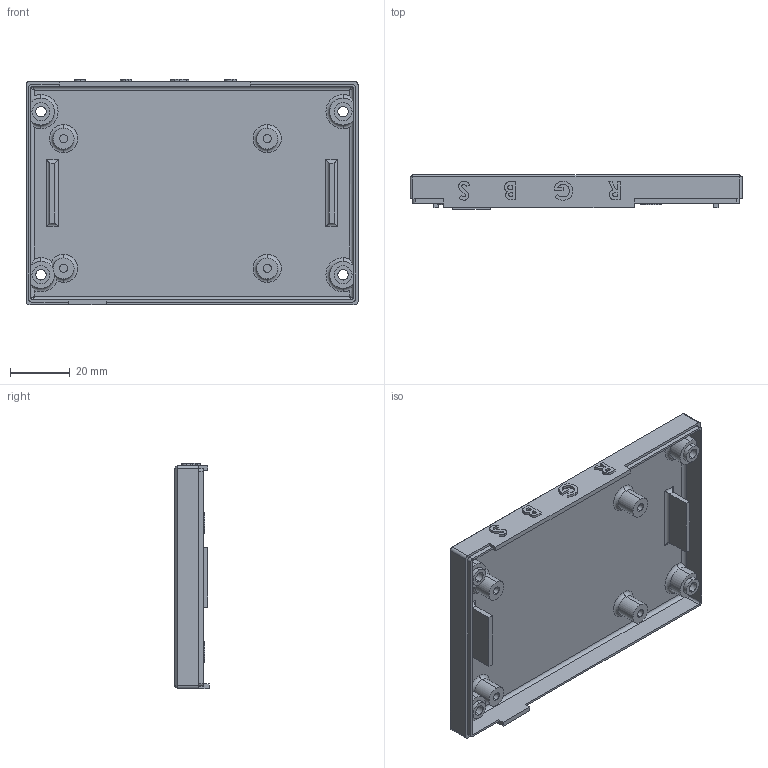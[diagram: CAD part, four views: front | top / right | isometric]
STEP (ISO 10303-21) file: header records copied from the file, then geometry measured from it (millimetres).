
FILE_DESCRIPTION (( 'STEP AP214' ), '1' );
FILE_NAME ('Shell_Bottom_rev3.STEP', '2025-02-08T14:28:46', ( '' ), ( '' ), 'SwSTEP 2.0', 'SolidWorks 2020', '' );
FILE_SCHEMA (( 'AUTOMOTIVE_DESIGN' ));
Length unit declared in the file: millimetre
Products named in the file (1): Shell_Bottom_rev3
Bounding box: 110.81 x 11.5 x 75.28 mm (x, y, z)
Volume: 23054 mm3; surface area: 25339.5 mm2
Topology: 1 solids, 1 shells, 248 faces, 617 edges, 391 vertices
Faces by surface type: plane 102, cylinder 80, bspline 41, torus 21, cone 4
Entity records: 9587 total; most frequent: CARTESIAN_POINT 3842, ORIENTED_EDGE 1226, DIRECTION 1107, EDGE_CURVE 613, VERTEX_POINT 391, AXIS2_PLACEMENT_3D 386, VECTOR 335, LINE 335
